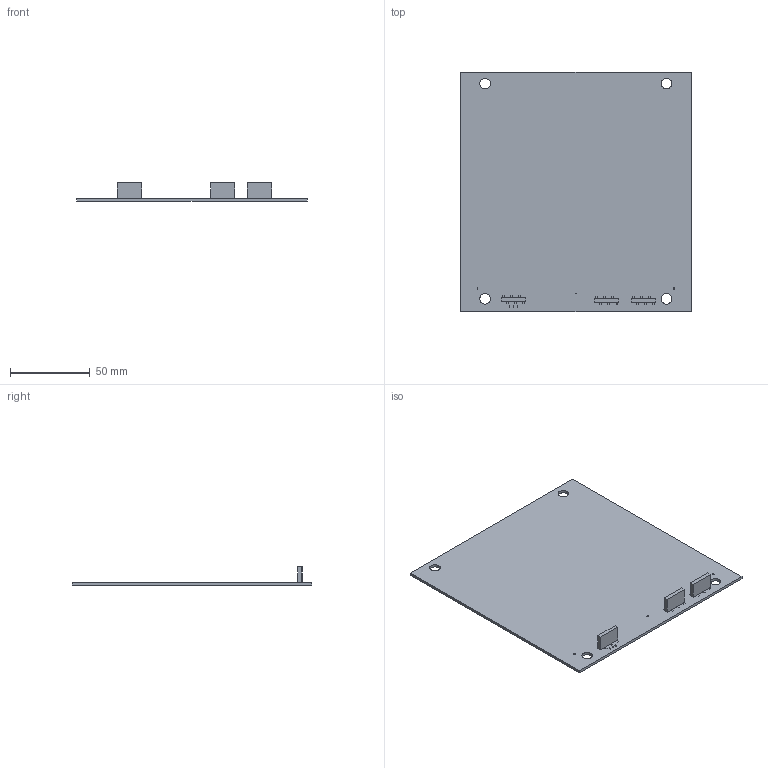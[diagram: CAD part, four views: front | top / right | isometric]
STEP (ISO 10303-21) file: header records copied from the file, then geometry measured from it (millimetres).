
FILE_DESCRIPTION(('Open CASCADE Model'),'2;1');
FILE_NAME('Open CASCADE Shape Model','2023-07-11T14:45:58',('Author'),( 'Open CASCADE'),'Open CASCADE STEP processor 6.8','Open CASCADE 6.8' ,'Unknown');
FILE_SCHEMA(('AUTOMOTIVE_DESIGN { 1 0 10303 214 1 1 1 1 }'));
Length unit declared in the file: millimetre
Products named in the file (21): PCB; Board; J?; 6813723008; Body; Pins; 6800513664; R_NTC_C; RES0402; 0402_Resistor_body; 0402_Resistor_lacquer; 0402_Resistor_metal; R_NTC_B; R_NTC_A; R_C; R_B; R_A
Assembly tree (26 placements, depth 4):
  PCB
    Board
    J?
      6813723008
        Body
        Pins
    J?
      6813723008
        Body
        Pins
    J?
      6800513664
        Body
        Pins
    R_NTC_C
      RES0402
        0402_Resistor_body
        0402_Resistor_lacquer
        0402_Resistor_metal
    R_NTC_B
      RES0402
        0402_Resistor_body
        0402_Resistor_lacquer
        0402_Resistor_metal
    R_NTC_A
      RES0402
        0402_Resistor_body
        0402_Resistor_lacquer
        0402_Resistor_metal
    R_C
      RES0402
        0402_Resistor_body
        0402_Resistor_lacquer
        0402_Resistor_metal
    R_B
      RES0402
        0402_Resistor_body
        0402_Resistor_lacquer
        0402_Resistor_metal
    R_A
      RES0402
        0402_Resistor_body
        0402_Resistor_lacquer
        0402_Resistor_metal
Bounding box: 144.5 x 150 x 11.64 mm (x, y, z)
Volume: 37514.1 mm3; surface area: 45599 mm2
Topology: 46 solids, 46 shells, 376 faces, 852 edges, 568 vertices
Faces by surface type: plane 360, cylinder 16
Full cylindrical faces by diameter (mm): 6.64 x4
Entity records: 4189 total; most frequent: CARTESIAN_POINT 641, DIRECTION 622, ORIENTED_EDGE 576, EDGE_CURVE 288, LINE 276, VECTOR 276, VERTEX_POINT 192, AXIS2_PLACEMENT_3D 173
